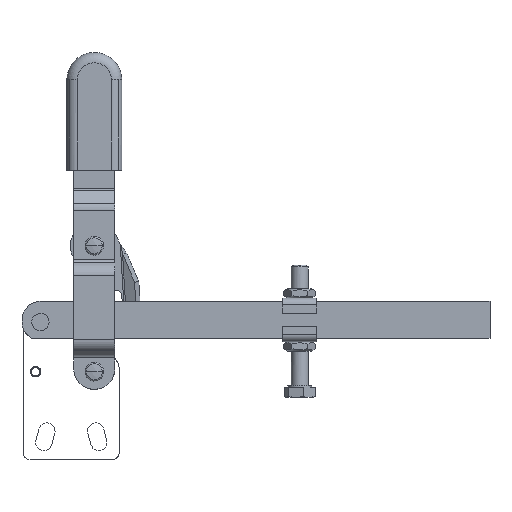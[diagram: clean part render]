
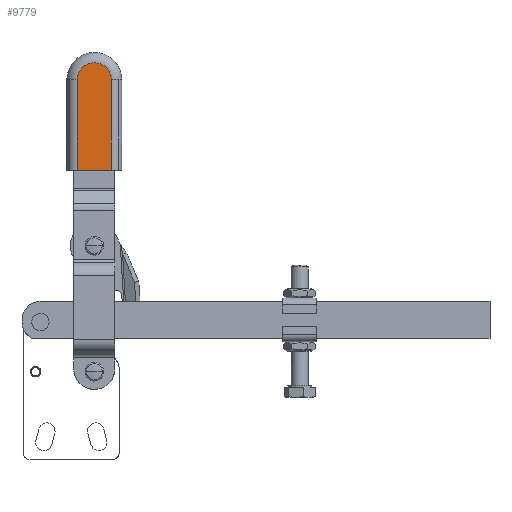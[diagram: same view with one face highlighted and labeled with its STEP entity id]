
A CAD part, top view. The second image highlights one B-rep face of the part: STEP entity #9779.
In plain terms, the highlighted planar face has unit normal (0, 0, 1).
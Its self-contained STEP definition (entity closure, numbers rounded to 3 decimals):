
#9759=AXIS2_PLACEMENT_3D('Plane Axis2P3D',#9756,#9757,#9758) ;
#9770=AXIS2_PLACEMENT_3D('Circle Axis2P3D',#9768,#9769,$) ;
#8834=CARTESIAN_POINT('Vertex',(1.231,60.359,5.)) ;
#8837=CARTESIAN_POINT('Line Origine',(-3.769,60.359,5.)) ;
#8841=CARTESIAN_POINT('Vertex',(-8.769,60.359,5.)) ;
#9737=CARTESIAN_POINT('Line Origine',(-8.769,57.359,5.)) ;
#9741=CARTESIAN_POINT('Vertex',(-8.769,86.616,5.)) ;
#9756=CARTESIAN_POINT('Axis2P3D Location',(-6.269,86.616,5.)) ;
#9761=CARTESIAN_POINT('Line Origine',(1.231,73.487,5.)) ;
#9765=CARTESIAN_POINT('Vertex',(1.231,86.616,5.)) ;
#9768=CARTESIAN_POINT('Axis2P3D Location',(-3.769,86.616,5.)) ;
#8838=DIRECTION('Vector Direction',(1.,0.,0.)) ;
#9738=DIRECTION('Vector Direction',(0.,1.,0.)) ;
#9757=DIRECTION('Axis2P3D Direction',(0.,0.,1.)) ;
#9758=DIRECTION('Axis2P3D XDirection',(1.,0.,0.)) ;
#9762=DIRECTION('Vector Direction',(0.,1.,0.)) ;
#9769=DIRECTION('Axis2P3D Direction',(0.,0.,1.)) ;
#8839=VECTOR('Line Direction',#8838,1.) ;
#9739=VECTOR('Line Direction',#9738,1.) ;
#9763=VECTOR('Line Direction',#9762,1.) ;
#9774=ORIENTED_EDGE('',*,*,#8843,.T.) ;
#9775=ORIENTED_EDGE('',*,*,#9767,.T.) ;
#9776=ORIENTED_EDGE('',*,*,#9772,.F.) ;
#9777=ORIENTED_EDGE('',*,*,#9743,.F.) ;
#9779=ADVANCED_FACE('VERTIKALSPANNER_TS_V_113_U_L100_357843',(#9778),#9760,.T.) ;
#9771=CIRCLE('generated circle',#9770,5.) ;
#8843=EDGE_CURVE('',#8842,#8835,#8840,.T.) ;
#9743=EDGE_CURVE('',#8842,#9742,#9740,.T.) ;
#9767=EDGE_CURVE('',#8835,#9766,#9764,.T.) ;
#9772=EDGE_CURVE('',#9742,#9766,#9771,.F.) ;
#9773=EDGE_LOOP('',(#9774,#9775,#9776,#9777)) ;
#9778=FACE_OUTER_BOUND('',#9773,.T.) ;
#8840=LINE('Line',#8837,#8839) ;
#9740=LINE('Line',#9737,#9739) ;
#9764=LINE('Line',#9761,#9763) ;
#9760=PLANE('Plane',#9759) ;
#8835=VERTEX_POINT('',#8834) ;
#8842=VERTEX_POINT('',#8841) ;
#9742=VERTEX_POINT('',#9741) ;
#9766=VERTEX_POINT('',#9765) ;
